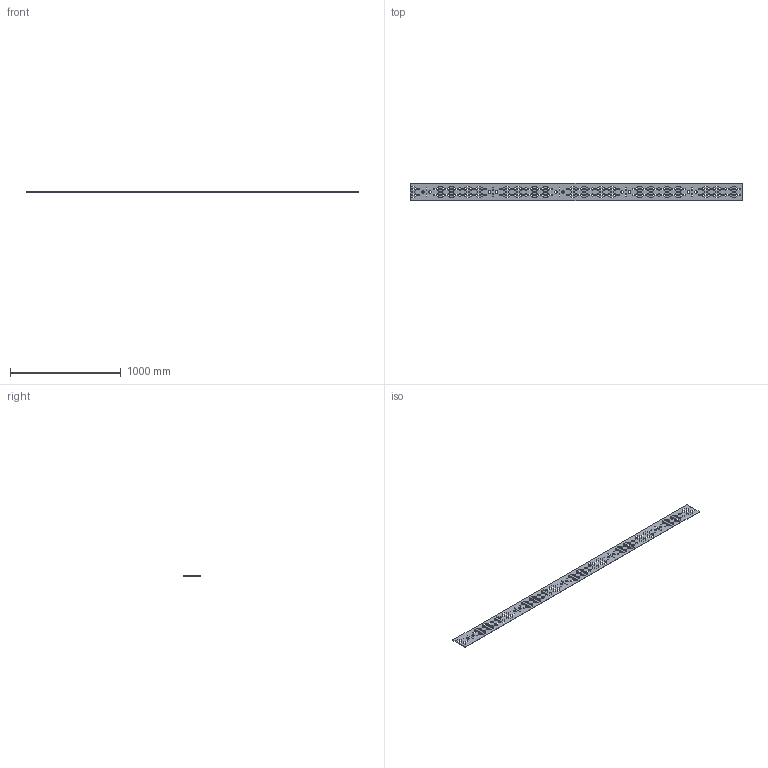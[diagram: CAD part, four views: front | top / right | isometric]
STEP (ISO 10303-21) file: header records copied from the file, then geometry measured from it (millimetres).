
FILE_DESCRIPTION (( 'STEP AP214' ), '1' );
FILE_NAME ('CDP00-4-3000õ200.STEP', '2021-03-08T09:14:03', ( '' ), ( '' ), 'SwSTEP 2.0', 'SolidWorks 2017', '' );
FILE_SCHEMA (( 'AUTOMOTIVE_DESIGN' ));
Length unit declared in the file: millimetre
Products named in the file (1): CDP00-4-3000õ200
Bounding box: 3000 x 155 x 2 mm (x, y, z)
Volume: 818713.6 mm3; surface area: 867845 mm2
Topology: 1 solids, 1 shells, 1222 faces, 3660 edges, 2440 vertices
Faces by surface type: cylinder 700, plane 522
Entity records: 42790 total; most frequent: DIRECTION 7506, CARTESIAN_POINT 7323, ORIENTED_EDGE 7320, EDGE_CURVE 3660, AXIS2_PLACEMENT_3D 2623, VERTEX_POINT 2440, LINE 2260, VECTOR 2260
